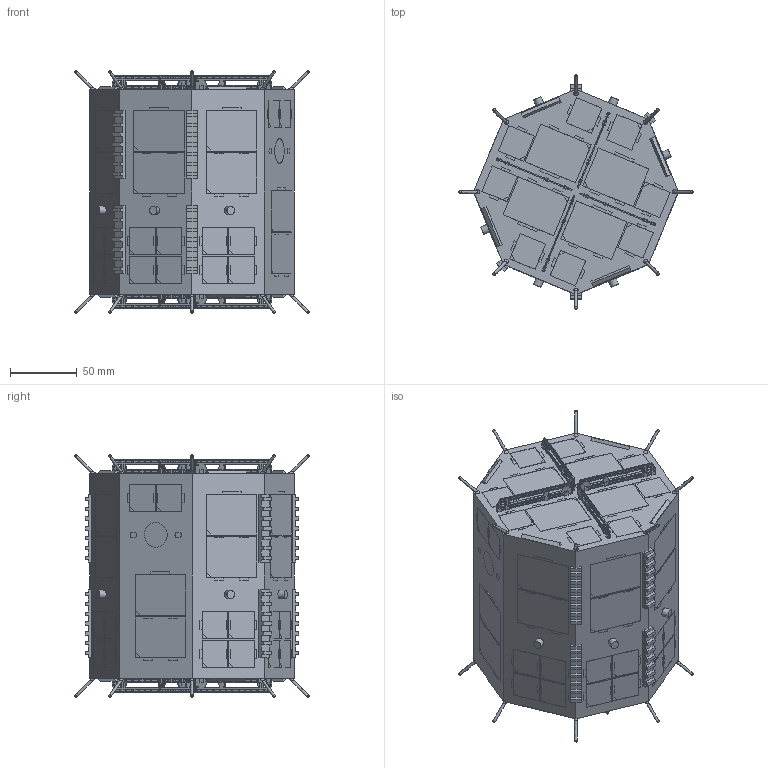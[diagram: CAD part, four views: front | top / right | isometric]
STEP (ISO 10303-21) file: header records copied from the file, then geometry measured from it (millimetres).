
FILE_DESCRIPTION(('FreeCAD Model'),'2;1');
FILE_NAME('Open CASCADE Shape Model','2025-04-26T19:51:00',('FreeCAD'),( 'FreeCAD'),'Open CASCADE STEP processor 7.6','FreeCAD','Unknown');
FILE_SCHEMA(('AUTOMOTIVE_DESIGN { 1 0 10303 214 1 1 1 1 }'));
Products named in the file (1): Open CASCADE STEP translator 7.6 1
Bounding box: 175.74 x 175.74 x 181.75 mm (x, y, z)
Volume: 2587918.1 mm3; surface area: 235777 mm2
Topology: 107 solids, 107 shells, 2592 faces, 7088 edges, 4720 vertices
Faces by surface type: bspline 2592
Entity records: 79618 total; most frequent: CARTESIAN_POINT 35889, ORIENTED_EDGE 14144, EDGE_CURVE 7072, B_SPLINE_CURVE_WITH_KNOTS 6560, VERTEX_POINT 4720, FACE_BOUND 3034, EDGE_LOOP 3034, ADVANCED_FACE 2592
